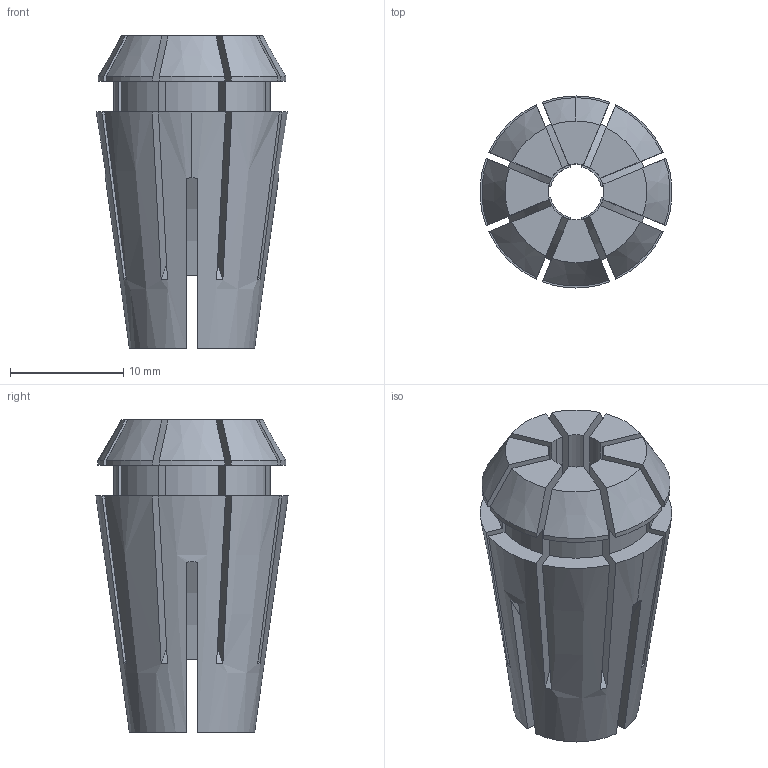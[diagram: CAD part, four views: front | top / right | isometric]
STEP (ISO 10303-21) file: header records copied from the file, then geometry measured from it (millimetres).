
FILE_DESCRIPTION (( 'STEP AP203' ), '1' );
FILE_NAME ('STP-5250-117-016-02-0(254.16-194).STEP', '2022-09-16T06:38:36', ( '' ), ( '' ), 'SwSTEP 2.0', 'SolidWorks 2017', '' );
FILE_SCHEMA (( 'CONFIG_CONTROL_DESIGN' ));
Length unit declared in the file: millimetre
Products named in the file (1): STP-5250-117-016-02-0(254.16-194)
Bounding box: 16.88 x 16.93 x 27.5 mm (x, y, z)
Volume: 3227.4 mm3; surface area: 3574 mm2
Topology: 1 solids, 1 shells, 110 faces, 326 edges, 217 vertices
Faces by surface type: plane 57, cylinder 42, cone 11
Entity records: 3984 total; most frequent: CARTESIAN_POINT 974, ORIENTED_EDGE 652, DIRECTION 597, EDGE_CURVE 326, AXIS2_PLACEMENT_3D 228, VERTEX_POINT 217, LINE 141, VECTOR 141
